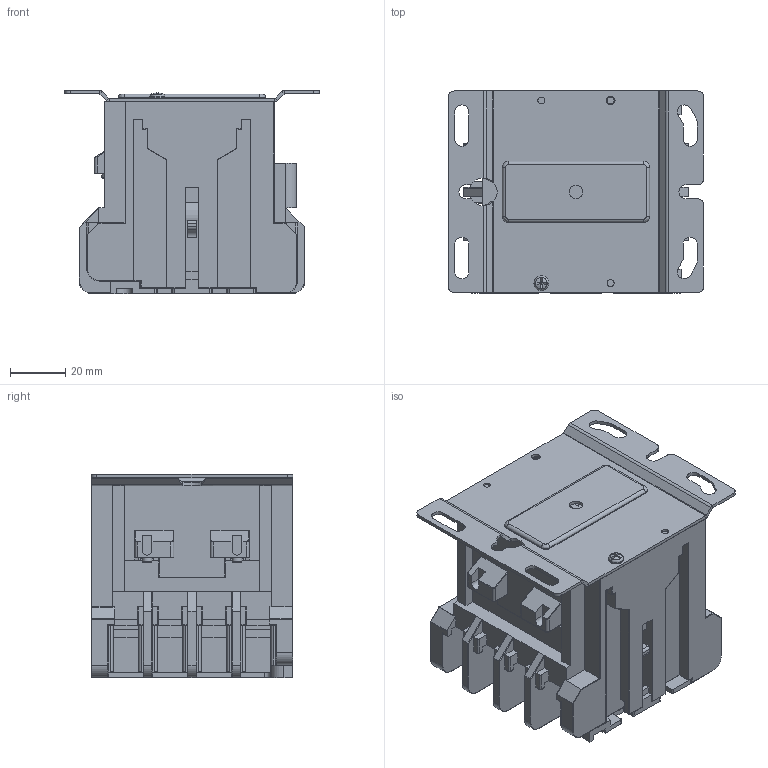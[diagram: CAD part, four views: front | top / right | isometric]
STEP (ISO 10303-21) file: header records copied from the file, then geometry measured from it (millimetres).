
FILE_DESCRIPTION((''),'2;1');
FILE_NAME('2HC_401_1013_ASM','2021-06-11T',('LESTER'),(''),'PRO/ENGINEER BY PARAMETRIC TECHNOLOGY CORPORATION, 2017170','PRO/ENGINEER BY PARAMETRIC TECHNOLOGY CORPORATION, 2017170','');
FILE_SCHEMA(('CONFIG_CONTROL_DESIGN'));
Products named in the file (12): 8HC_024_1008; 5HC_024_1007_1-8_ASM; 8HC_104_1007; 5HC_104_1007_ASM; 8HC_732_1005; 5HC_520_1007_1-5_ASM; 8HC_325_1006; 5HC_520_1008_1-5_ASM; 8HC_062_1005; 8HC_315_1008; GB_T845_ST2_9_12; 2HC_401_1013_ASM
Assembly tree (11 placements, depth 4):
  2HC_401_1013_ASM
    5HC_024_1007_1-8_ASM
      8HC_024_1008
    5HC_104_1007_ASM
      8HC_104_1007
    5HC_520_1008_1-5_ASM
      5HC_520_1007_1-5_ASM
        8HC_732_1005
      8HC_325_1006
    8HC_062_1005
    8HC_315_1008
    GB_T845_ST2_9_12
Bounding box: 92.07 x 72.9 x 73.33 mm (x, y, z)
Surface area: 108371.2 mm2 (no closed solid volume)
Topology: 0 solids, 10 shells, 2249 faces, 6086 edges, 3911 vertices
Faces by surface type: plane 1526, cylinder 557, cone 62, torus 46, sphere 44, bspline 14
Entity records: 70989 total; most frequent: CARTESIAN_POINT 13569, ORIENTED_EDGE 12172, DIRECTION 11568, EDGE_CURVE 6086, VECTOR 4808, LINE 4808, VERTEX_POINT 3911, AXIS2_PLACEMENT_3D 3380
